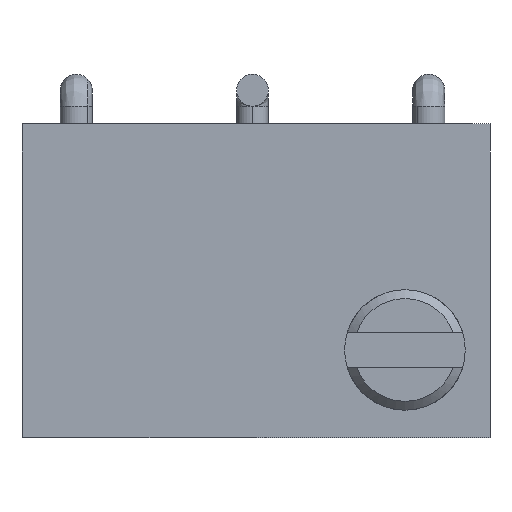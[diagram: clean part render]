
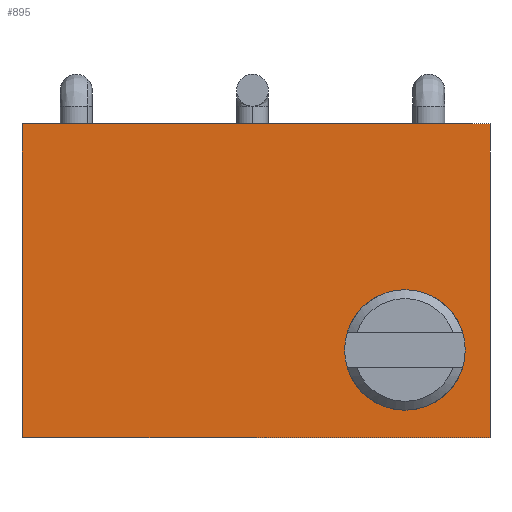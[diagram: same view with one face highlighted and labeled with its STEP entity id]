
A CAD part, left-side view. The second image highlights one B-rep face of the part: STEP entity #895.
In plain terms, the highlighted planar face has unit normal (-1, 0, 0).
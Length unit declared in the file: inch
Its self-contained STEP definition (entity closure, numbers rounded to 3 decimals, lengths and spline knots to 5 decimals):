
#5=DIRECTION('',(0.,1.,0.));
#6=VECTOR('',#5,0.264);
#7=CARTESIAN_POINT('',(-0.224,-0.132,0.));
#8=LINE('',#7,#6);
#9=DIRECTION('',(0.,0.,-1.));
#10=VECTOR('',#9,0.177);
#11=CARTESIAN_POINT('',(-0.224,-0.132,0.177));
#12=LINE('',#11,#10);
#13=CARTESIAN_POINT('',(-0.224,-0.084,0.0495));
#14=DIRECTION('',(-1.,0.,0.));
#15=DIRECTION('',(0.,1.,0.));
#16=AXIS2_PLACEMENT_3D('',#13,#14,#15);
#18=CARTESIAN_POINT('',(-0.224,-0.084,0.0495));
#19=DIRECTION('',(-1.,0.,0.));
#20=DIRECTION('',(0.,-1.,0.));
#21=AXIS2_PLACEMENT_3D('',#18,#19,#20);
#27=DIRECTION('',(0.,0.,-1.));
#28=VECTOR('',#27,0.177);
#29=CARTESIAN_POINT('',(-0.224,0.132,0.177));
#30=LINE('',#29,#28);
#47=DIRECTION('',(0.,1.,0.));
#48=VECTOR('',#47,0.264);
#49=CARTESIAN_POINT('',(-0.224,-0.132,0.177));
#50=LINE('',#49,#48);
#669=CARTESIAN_POINT('',(-0.224,-0.132,0.));
#671=VERTEX_POINT('',#669);
#674=CARTESIAN_POINT('',(-0.224,0.132,0.));
#675=VERTEX_POINT('',#674);
#676=CARTESIAN_POINT('',(-0.224,-0.132,0.177));
#677=VERTEX_POINT('',#676);
#678=CARTESIAN_POINT('',(-0.224,0.132,0.177));
#679=VERTEX_POINT('',#678);
#680=CARTESIAN_POINT('',(-0.224,-0.0595,0.0495));
#681=CARTESIAN_POINT('',(-0.224,-0.1085,0.0495));
#682=VERTEX_POINT('',#680);
#683=VERTEX_POINT('',#681);
#876=CARTESIAN_POINT('',(-0.224,0.,0.0885));
#877=DIRECTION('',(1.,0.,0.));
#878=DIRECTION('',(0.,-1.,0.));
#879=AXIS2_PLACEMENT_3D('',#876,#877,#878);
#880=PLANE('',#879);
#881=ORIENTED_EDGE('',*,*,#856,.T.);
#883=ORIENTED_EDGE('',*,*,#882,.F.);
#885=ORIENTED_EDGE('',*,*,#884,.F.);
#886=ORIENTED_EDGE('',*,*,#867,.T.);
#887=EDGE_LOOP('',(#881,#883,#885,#886));
#888=FACE_OUTER_BOUND('',#887,.F.);
#890=ORIENTED_EDGE('',*,*,#889,.T.);
#892=ORIENTED_EDGE('',*,*,#891,.T.);
#893=EDGE_LOOP('',(#890,#892));
#894=FACE_BOUND('',#893,.F.);
#895=ADVANCED_FACE('',(#888,#894),#880,.F.);
#17=CIRCLE('',#16,0.0245);
#22=CIRCLE('',#21,0.0245);
#856=EDGE_CURVE('',#671,#675,#8,.T.);
#867=EDGE_CURVE('',#677,#671,#12,.T.);
#882=EDGE_CURVE('',#679,#675,#30,.T.);
#884=EDGE_CURVE('',#677,#679,#50,.T.);
#889=EDGE_CURVE('',#682,#683,#17,.T.);
#891=EDGE_CURVE('',#683,#682,#22,.T.);
